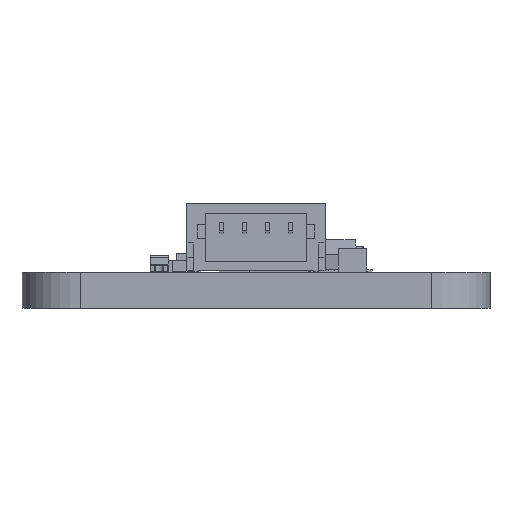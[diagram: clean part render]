
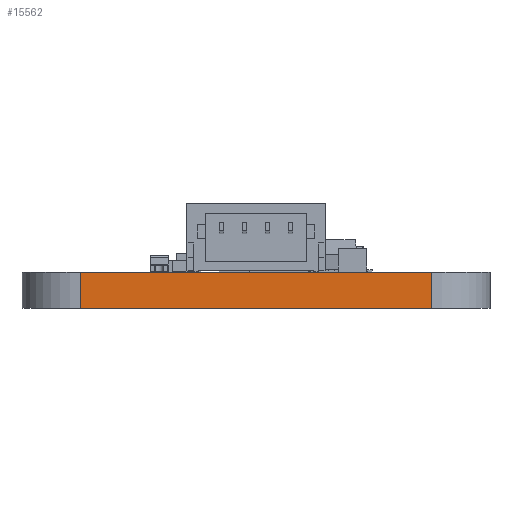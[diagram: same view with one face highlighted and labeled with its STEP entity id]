
A CAD part, left-side view. The second image highlights one B-rep face of the part: STEP entity #15562.
In plain terms, the highlighted planar face has unit normal (-1, 0, 0).
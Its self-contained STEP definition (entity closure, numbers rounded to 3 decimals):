
#296=PLANE('',#16695);
#1093=FACE_OUTER_BOUND('',#1961,.T.);
#1961=EDGE_LOOP('',(#10798,#10799,#10800,#10801));
#2960=LINE('',#22191,#4887);
#2961=LINE('',#22194,#4888);
#2962=LINE('',#22196,#4889);
#2963=LINE('',#22197,#4890);
#4887=VECTOR('',#18037,10.);
#4888=VECTOR('',#18040,10.);
#4889=VECTOR('',#18041,10.);
#4890=VECTOR('',#18042,10.);
#7093=VERTEX_POINT('',#22187);
#7094=VERTEX_POINT('',#22189);
#7095=VERTEX_POINT('',#22193);
#7096=VERTEX_POINT('',#22195);
#8574=EDGE_CURVE('',#7093,#7094,#2960,.T.);
#8575=EDGE_CURVE('',#7095,#7093,#2961,.T.);
#8576=EDGE_CURVE('',#7096,#7094,#2962,.T.);
#8577=EDGE_CURVE('',#7095,#7096,#2963,.T.);
#10798=ORIENTED_EDGE('',*,*,#8575,.T.);
#10799=ORIENTED_EDGE('',*,*,#8574,.T.);
#10800=ORIENTED_EDGE('',*,*,#8576,.F.);
#10801=ORIENTED_EDGE('',*,*,#8577,.F.);
#15562=ADVANCED_FACE('',(#1093),#296,.T.);
#16695=AXIS2_PLACEMENT_3D('',#22192,#18038,#18039);
#18037=DIRECTION('',(0.,0.,1.));
#18038=DIRECTION('center_axis',(-1.,0.,0.));
#18039=DIRECTION('ref_axis',(0.,-1.,0.));
#18040=DIRECTION('',(0.,-1.,0.));
#18041=DIRECTION('',(0.,-1.,0.));
#18042=DIRECTION('',(0.,0.,1.));
#22187=CARTESIAN_POINT('',(0.,2.54,0.));
#22189=CARTESIAN_POINT('',(0.,2.54,1.57));
#22191=CARTESIAN_POINT('',(0.,2.54,0.));
#22192=CARTESIAN_POINT('Origin',(0.,17.78,0.));
#22193=CARTESIAN_POINT('',(0.,17.78,0.));
#22194=CARTESIAN_POINT('',(0.,17.78,0.));
#22195=CARTESIAN_POINT('',(0.,17.78,1.57));
#22196=CARTESIAN_POINT('',(0.,17.78,1.57));
#22197=CARTESIAN_POINT('',(0.,17.78,0.));
